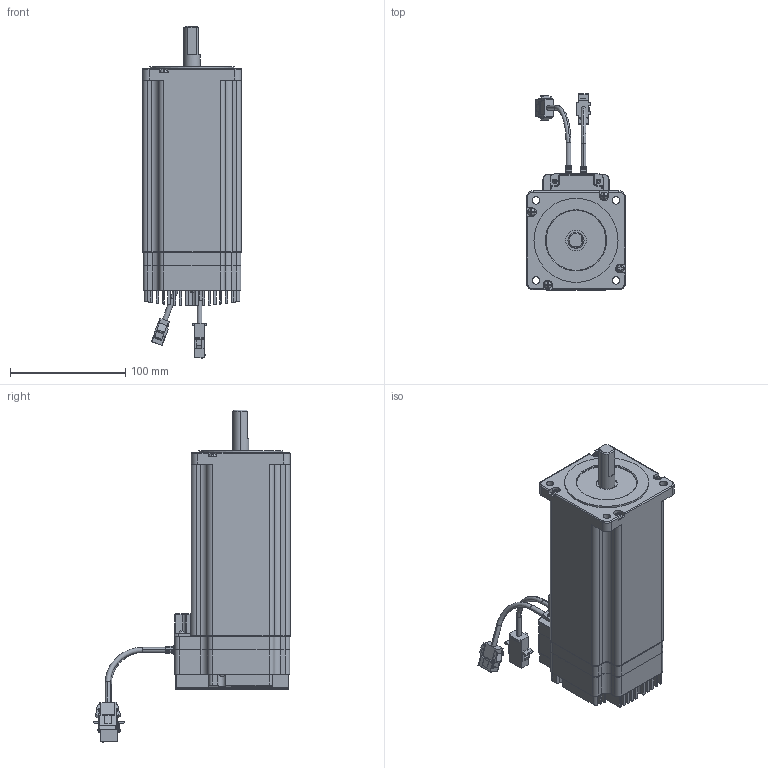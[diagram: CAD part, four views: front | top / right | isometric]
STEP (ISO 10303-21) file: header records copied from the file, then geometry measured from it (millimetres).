
FILE_DESCRIPTION (( 'STEP AP203' ), '1' );
FILE_NAME ('BM-86XL Assembly_091218.STEP', '2013-10-31T06:17:45', ( '' ), ( '' ), 'SwSTEP 2.0', 'SolidWorks 2012', '' );
FILE_SCHEMA (( 'CONFIG_CONTROL_DESIGN' ));
Length unit declared in the file: millimetre
Products named in the file (13): BM-86XL Assembly_091218; MainBM-86L-assembly-1; MainPower_Cable_86BM-1-2; Mainconnector-B86-1-2; MainM3-screw5 Duplicate10-1; MainM3-screw4 Duplicate9-1; MainM3-screw2 Duplicate8-1; MainM3-screw3 Duplicate7-1; MainM3-screw Duplicate6-1; MainEZST_86_Heat_Sink Duplicate4-1; MainEZST_86_Lower_Case Duplicate3-1; MainEZST_86_Cable_Cover Duplicate2-1; MainBM-86L Duplicate1-1
Assembly tree (12 placements, depth 3):
  BM-86XL Assembly_091218
    MainBM-86L-assembly-1
      MainBM-86L Duplicate1-1
      MainEZST_86_Cable_Cover Duplicate2-1
      MainEZST_86_Lower_Case Duplicate3-1
      MainEZST_86_Heat_Sink Duplicate4-1
      MainM3-screw Duplicate6-1
      MainM3-screw3 Duplicate7-1
      MainM3-screw2 Duplicate8-1
      MainM3-screw4 Duplicate9-1
      MainM3-screw5 Duplicate10-1
      Mainconnector-B86-1-2
      MainPower_Cable_86BM-1-2
Bounding box: 86 x 170.75 x 288.5 mm (x, y, z)
Volume: 1188175.8 mm3; surface area: 166266.7 mm2
Topology: 11 solids, 11 shells, 1020 faces, 2739 edges, 1780 vertices
Faces by surface type: plane 589, cylinder 347, bspline 43, sphere 22, cone 15, torus 4
Entity records: 35105 total; most frequent: CARTESIAN_POINT 7800, DIRECTION 5513, ORIENTED_EDGE 5398, EDGE_CURVE 2699, AXIS2_PLACEMENT_3D 1906, VERTEX_POINT 1762, LINE 1701, VECTOR 1701
